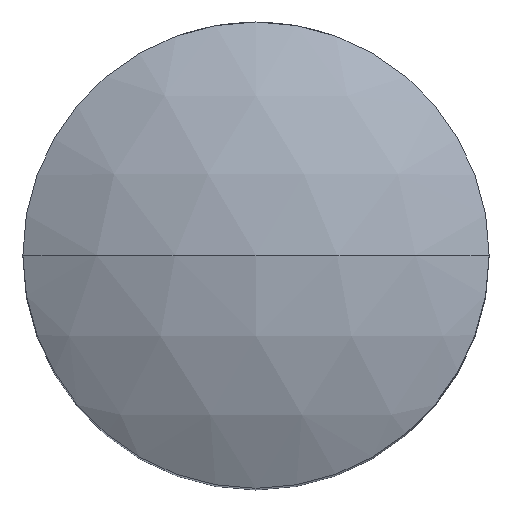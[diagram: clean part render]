
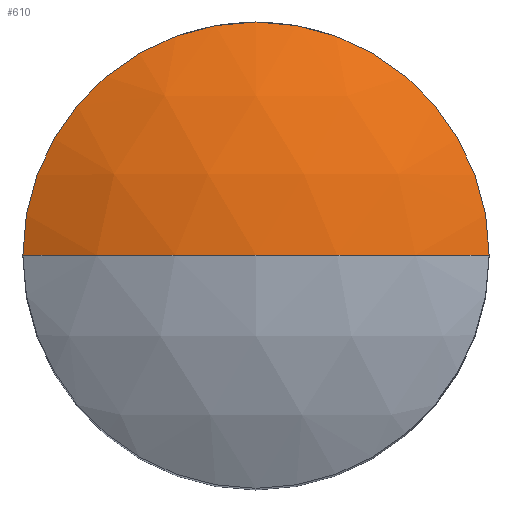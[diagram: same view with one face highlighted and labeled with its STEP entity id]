
A CAD part, top view. The second image highlights one B-rep face of the part: STEP entity #610.
In plain terms, the highlighted spherical face has radius 6 mm.
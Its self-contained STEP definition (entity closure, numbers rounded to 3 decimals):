
#22 = EDGE_LOOP ( 'NONE', ( #23, #712, #247 ) ) ;
#23 = ORIENTED_EDGE ( 'NONE', *, *, #674, .F. ) ;
#103 = CARTESIAN_POINT ( 'NONE',  ( 3., 0., 6.696 ) ) ;
#172 = CIRCLE ( 'NONE', #196, 6. ) ;
#196 = AXIS2_PLACEMENT_3D ( 'NONE', #281, #278, #275 ) ;
#246 = AXIS2_PLACEMENT_3D ( 'NONE', #420, #418, #403 ) ;
#247 = ORIENTED_EDGE ( 'NONE', *, *, #641, .F. ) ;
#270 = FACE_OUTER_BOUND ( 'NONE', #22, .T. ) ;
#275 = DIRECTION ( 'NONE',  ( 0., 0., 1. ) ) ;
#278 = DIRECTION ( 'NONE',  ( 0., 1., 0. ) ) ;
#281 = CARTESIAN_POINT ( 'NONE',  ( 0., 0., 1.5 ) ) ;
#313 = AXIS2_PLACEMENT_3D ( 'NONE', #652, #672, #649 ) ;
#320 = AXIS2_PLACEMENT_3D ( 'NONE', #808, #799, #542 ) ;
#374 = CARTESIAN_POINT ( 'NONE',  ( -3., 0., 6.696 ) ) ;
#403 = DIRECTION ( 'NONE',  ( 1., 0., 0. ) ) ;
#415 = CIRCLE ( 'NONE', #320, 3. ) ;
#418 = DIRECTION ( 'NONE',  ( 0., -1., 0. ) ) ;
#420 = CARTESIAN_POINT ( 'NONE',  ( 0., 0., 1.5 ) ) ;
#436 = CIRCLE ( 'NONE', #246, 6. ) ;
#462 = CARTESIAN_POINT ( 'NONE',  ( 0., 0., 7.5 ) ) ;
#542 = DIRECTION ( 'NONE',  ( -1., 0., 0. ) ) ;
#610 = ADVANCED_FACE ( 'NONE', ( #270 ), #752, .T. ) ;
#641 = EDGE_CURVE ( 'NONE', #710, #826, #415, .T. ) ;
#649 = DIRECTION ( 'NONE',  ( 1., 0., 0. ) ) ;
#652 = CARTESIAN_POINT ( 'NONE',  ( 0., 0., 1.5 ) ) ;
#672 = DIRECTION ( 'NONE',  ( 0., -1., 0. ) ) ;
#674 = EDGE_CURVE ( 'NONE', #732, #710, #436, .T. ) ;
#710 = VERTEX_POINT ( 'NONE', #374 ) ;
#712 = ORIENTED_EDGE ( 'NONE', *, *, #741, .T. ) ;
#732 = VERTEX_POINT ( 'NONE', #462 ) ;
#741 = EDGE_CURVE ( 'NONE', #732, #826, #172, .T. ) ;
#752 = SPHERICAL_SURFACE ( 'NONE', #313, 6. ) ;
#799 = DIRECTION ( 'NONE',  ( 0., 0., -1. ) ) ;
#808 = CARTESIAN_POINT ( 'NONE',  ( 0., 0., 6.696 ) ) ;
#826 = VERTEX_POINT ( 'NONE', #103 ) ;
